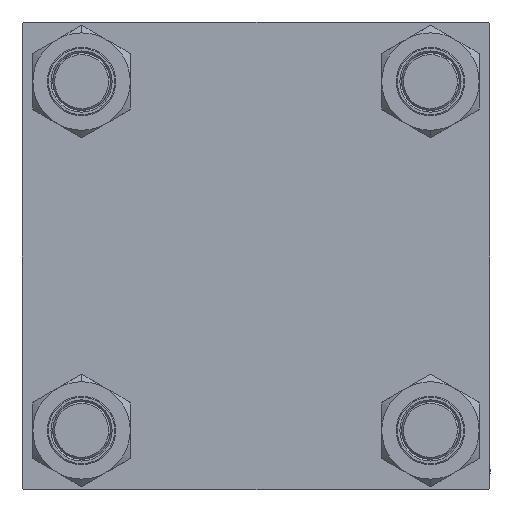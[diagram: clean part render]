
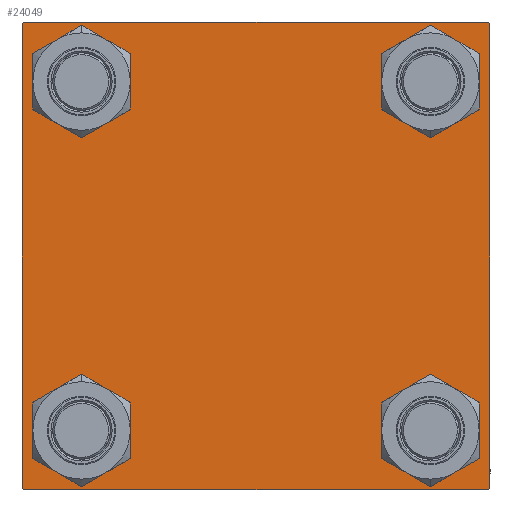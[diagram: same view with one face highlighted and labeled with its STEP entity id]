
A CAD part, left-side view. The second image highlights one B-rep face of the part: STEP entity #24049.
In plain terms, the highlighted planar face has unit normal (-1, 0, 0).
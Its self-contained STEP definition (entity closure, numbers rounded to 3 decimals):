
#649 = CARTESIAN_POINT ( 'NONE',  ( 0., 64.75, -64.75 ) ) ;
#689 = VERTEX_POINT ( 'NONE', #32648 ) ;
#960 = VERTEX_POINT ( 'NONE', #24736 ) ;
#1443 = DIRECTION ( 'NONE',  ( 1., 0., 0. ) ) ;
#1549 = LINE ( 'NONE', #5186, #41129 ) ;
#1820 = CARTESIAN_POINT ( 'NONE',  ( 0., -48.45, -56.95 ) ) ;
#2114 = DIRECTION ( 'NONE',  ( 0., 0.707, -0.707 ) ) ;
#2174 = EDGE_CURVE ( 'NONE', #11341, #26130, #25001, .T. ) ;
#2511 = DIRECTION ( 'NONE',  ( 1., 0., 0. ) ) ;
#3272 = CARTESIAN_POINT ( 'NONE',  ( 0., 48.45, 56.95 ) ) ;
#4765 = DIRECTION ( 'NONE',  ( 1., 0., 0. ) ) ;
#5046 = ORIENTED_EDGE ( 'NONE', *, *, #2174, .T. ) ;
#5186 = CARTESIAN_POINT ( 'NONE',  ( 0., -65., 65. ) ) ;
#5363 = CARTESIAN_POINT ( 'NONE',  ( 0., 48.45, 39.95 ) ) ;
#5459 = EDGE_LOOP ( 'NONE', ( #47326, #31407 ) ) ;
#5625 = ORIENTED_EDGE ( 'NONE', *, *, #19420, .F. ) ;
#5985 = CARTESIAN_POINT ( 'NONE',  ( 0., 64.75, 64.75 ) ) ;
#6123 = CARTESIAN_POINT ( 'NONE',  ( 0., -48.45, -48.45 ) ) ;
#6529 = VERTEX_POINT ( 'NONE', #1820 ) ;
#6769 = DIRECTION ( 'NONE',  ( -1., 0., 0. ) ) ;
#6940 = VERTEX_POINT ( 'NONE', #42179 ) ;
#7382 = ORIENTED_EDGE ( 'NONE', *, *, #19620, .T. ) ;
#7901 = EDGE_CURVE ( 'NONE', #47977, #960, #38384, .T. ) ;
#8286 = CARTESIAN_POINT ( 'NONE',  ( 0., 65., 65. ) ) ;
#9808 = EDGE_CURVE ( 'NONE', #42606, #39513, #14388, .T. ) ;
#9919 = CARTESIAN_POINT ( 'NONE',  ( 0., 65., 65. ) ) ;
#10202 = ORIENTED_EDGE ( 'NONE', *, *, #9808, .T. ) ;
#10216 = CARTESIAN_POINT ( 'NONE',  ( 0., -48.45, 48.45 ) ) ;
#10431 = DIRECTION ( 'NONE',  ( 0., -1., 0. ) ) ;
#10509 = DIRECTION ( 'NONE',  ( 1., 0., 0. ) ) ;
#10633 = CARTESIAN_POINT ( 'NONE',  ( 0., -48.45, -48.45 ) ) ;
#10648 = CIRCLE ( 'NONE', #39664, 8.5 ) ;
#11341 = VERTEX_POINT ( 'NONE', #23760 ) ;
#11507 = CARTESIAN_POINT ( 'NONE',  ( 0., -65., -64.5 ) ) ;
#11945 = VECTOR ( 'NONE', #15152, 1000. ) ;
#12120 = CIRCLE ( 'NONE', #41107, 8.5 ) ;
#12196 = AXIS2_PLACEMENT_3D ( 'NONE', #10216, #14877, #30692 ) ;
#12468 = DIRECTION ( 'NONE',  ( 0., 0., 1. ) ) ;
#13909 = EDGE_LOOP ( 'NONE', ( #7382, #23587 ) ) ;
#13977 = VERTEX_POINT ( 'NONE', #32730 ) ;
#14028 = FACE_OUTER_BOUND ( 'NONE', #37620, .T. ) ;
#14055 = AXIS2_PLACEMENT_3D ( 'NONE', #32182, #28780, #12468 ) ;
#14388 = LINE ( 'NONE', #23186, #11945 ) ;
#14415 = DIRECTION ( 'NONE',  ( 0., 0., 1. ) ) ;
#14625 = CARTESIAN_POINT ( 'NONE',  ( 0., -48.45, 56.95 ) ) ;
#14877 = DIRECTION ( 'NONE',  ( 1., 0., 0. ) ) ;
#15111 = EDGE_CURVE ( 'NONE', #689, #6529, #12120, .T. ) ;
#15152 = DIRECTION ( 'NONE',  ( 0., -0.707, 0.707 ) ) ;
#15413 = AXIS2_PLACEMENT_3D ( 'NONE', #25031, #1443, #29158 ) ;
#15444 = DIRECTION ( 'NONE',  ( 0., 0., 1. ) ) ;
#15742 = VECTOR ( 'NONE', #20724, 1000. ) ;
#15894 = LINE ( 'NONE', #51146, #47878 ) ;
#16364 = DIRECTION ( 'NONE',  ( 0., -1., 0. ) ) ;
#16602 = ORIENTED_EDGE ( 'NONE', *, *, #16784, .T. ) ;
#16716 = CARTESIAN_POINT ( 'NONE',  ( 0., 65., 64.5 ) ) ;
#16784 = EDGE_CURVE ( 'NONE', #20817, #29911, #46858, .T. ) ;
#16832 = LINE ( 'NONE', #8286, #15742 ) ;
#17914 = FACE_BOUND ( 'NONE', #5459, .T. ) ;
#19285 = LINE ( 'NONE', #649, #35777 ) ;
#19420 = EDGE_CURVE ( 'NONE', #21477, #39513, #1549, .T. ) ;
#19620 = EDGE_CURVE ( 'NONE', #42162, #23573, #47766, .T. ) ;
#19786 = CARTESIAN_POINT ( 'NONE',  ( 0., -64.5, -65. ) ) ;
#19788 = AXIS2_PLACEMENT_3D ( 'NONE', #29852, #6769, #22576 ) ;
#20637 = ORIENTED_EDGE ( 'NONE', *, *, #43992, .T. ) ;
#20672 = EDGE_CURVE ( 'NONE', #960, #47977, #23788, .T. ) ;
#20724 = DIRECTION ( 'NONE',  ( 0., 0., -1. ) ) ;
#20817 = VERTEX_POINT ( 'NONE', #24463 ) ;
#21477 = VERTEX_POINT ( 'NONE', #48120 ) ;
#22067 = FACE_BOUND ( 'NONE', #13909, .T. ) ;
#22329 = VECTOR ( 'NONE', #10431, 1000. ) ;
#22576 = DIRECTION ( 'NONE',  ( 0., 0., 1. ) ) ;
#22811 = EDGE_CURVE ( 'NONE', #21477, #13977, #15894, .T. ) ;
#23186 = CARTESIAN_POINT ( 'NONE',  ( 0., -64.75, -64.75 ) ) ;
#23573 = VERTEX_POINT ( 'NONE', #5363 ) ;
#23587 = ORIENTED_EDGE ( 'NONE', *, *, #39215, .T. ) ;
#23665 = DIRECTION ( 'NONE',  ( 0., 0.707, 0.707 ) ) ;
#23760 = CARTESIAN_POINT ( 'NONE',  ( 0., 64.5, 65. ) ) ;
#23788 = CIRCLE ( 'NONE', #12196, 8.5 ) ;
#24049 = ADVANCED_FACE ( 'NONE', ( #17914, #37640, #49551, #22067, #14028 ), #42293, .T. ) ;
#24463 = CARTESIAN_POINT ( 'NONE',  ( 0., 48.45, -56.95 ) ) ;
#24481 = DIRECTION ( 'NONE',  ( 0., -0.707, -0.707 ) ) ;
#24736 = CARTESIAN_POINT ( 'NONE',  ( 0., -48.45, 39.95 ) ) ;
#24904 = CARTESIAN_POINT ( 'NONE',  ( 0., 65., -65. ) ) ;
#25001 = LINE ( 'NONE', #5985, #36689 ) ;
#25031 = CARTESIAN_POINT ( 'NONE',  ( 0., 48.45, -48.45 ) ) ;
#25320 = EDGE_CURVE ( 'NONE', #11341, #13977, #29626, .T. ) ;
#25914 = DIRECTION ( 'NONE',  ( 1., 0., 0. ) ) ;
#26130 = VERTEX_POINT ( 'NONE', #16716 ) ;
#26188 = DIRECTION ( 'NONE',  ( 1., 0., 0. ) ) ;
#27719 = CARTESIAN_POINT ( 'NONE',  ( 0., 48.45, -39.95 ) ) ;
#28449 = ORIENTED_EDGE ( 'NONE', *, *, #41087, .T. ) ;
#28543 = CARTESIAN_POINT ( 'NONE',  ( 0., 65., -64.5 ) ) ;
#28780 = DIRECTION ( 'NONE',  ( 1., 0., 0. ) ) ;
#28848 = VERTEX_POINT ( 'NONE', #28543 ) ;
#29158 = DIRECTION ( 'NONE',  ( 0., 0., 1. ) ) ;
#29626 = LINE ( 'NONE', #9919, #22329 ) ;
#29852 = CARTESIAN_POINT ( 'NONE',  ( 0., 0., 0. ) ) ;
#29911 = VERTEX_POINT ( 'NONE', #27719 ) ;
#30692 = DIRECTION ( 'NONE',  ( 0., 0., 1. ) ) ;
#30988 = ORIENTED_EDGE ( 'NONE', *, *, #22811, .T. ) ;
#31407 = ORIENTED_EDGE ( 'NONE', *, *, #20672, .T. ) ;
#32182 = CARTESIAN_POINT ( 'NONE',  ( 0., 48.45, -48.45 ) ) ;
#32648 = CARTESIAN_POINT ( 'NONE',  ( 0., -48.45, -39.95 ) ) ;
#32730 = CARTESIAN_POINT ( 'NONE',  ( 0., -64.5, 65. ) ) ;
#33863 = DIRECTION ( 'NONE',  ( 0., 0., 1. ) ) ;
#34183 = ORIENTED_EDGE ( 'NONE', *, *, #48925, .T. ) ;
#34668 = EDGE_LOOP ( 'NONE', ( #20637, #16602 ) ) ;
#35099 = AXIS2_PLACEMENT_3D ( 'NONE', #40286, #4765, #15444 ) ;
#35682 = ORIENTED_EDGE ( 'NONE', *, *, #25320, .F. ) ;
#35777 = VECTOR ( 'NONE', #24481, 1000. ) ;
#36689 = VECTOR ( 'NONE', #2114, 1000. ) ;
#36709 = EDGE_LOOP ( 'NONE', ( #48371, #39446 ) ) ;
#37311 = CIRCLE ( 'NONE', #50547, 8.5 ) ;
#37620 = EDGE_LOOP ( 'NONE', ( #28449, #34183, #44696, #10202, #5625, #30988, #35682, #5046 ) ) ;
#37640 = FACE_BOUND ( 'NONE', #36709, .T. ) ;
#38384 = CIRCLE ( 'NONE', #35099, 8.5 ) ;
#39215 = EDGE_CURVE ( 'NONE', #23573, #42162, #10648, .T. ) ;
#39446 = ORIENTED_EDGE ( 'NONE', *, *, #46564, .T. ) ;
#39513 = VERTEX_POINT ( 'NONE', #11507 ) ;
#39664 = AXIS2_PLACEMENT_3D ( 'NONE', #45625, #25914, #41749 ) ;
#40286 = CARTESIAN_POINT ( 'NONE',  ( 0., -48.45, 48.45 ) ) ;
#41087 = EDGE_CURVE ( 'NONE', #26130, #28848, #16832, .T. ) ;
#41107 = AXIS2_PLACEMENT_3D ( 'NONE', #10633, #26188, #42285 ) ;
#41129 = VECTOR ( 'NONE', #48971, 1000. ) ;
#41652 = CARTESIAN_POINT ( 'NONE',  ( 0., 48.45, 48.45 ) ) ;
#41749 = DIRECTION ( 'NONE',  ( 0., 0., 1. ) ) ;
#42162 = VERTEX_POINT ( 'NONE', #3272 ) ;
#42179 = CARTESIAN_POINT ( 'NONE',  ( 0., 64.5, -65. ) ) ;
#42285 = DIRECTION ( 'NONE',  ( 0., 0., 1. ) ) ;
#42293 = PLANE ( 'NONE',  #19788 ) ;
#42606 = VERTEX_POINT ( 'NONE', #19786 ) ;
#43884 = VECTOR ( 'NONE', #16364, 1000. ) ;
#43985 = EDGE_CURVE ( 'NONE', #6940, #42606, #48491, .T. ) ;
#43992 = EDGE_CURVE ( 'NONE', #29911, #20817, #46686, .T. ) ;
#44486 = AXIS2_PLACEMENT_3D ( 'NONE', #41652, #2511, #14415 ) ;
#44696 = ORIENTED_EDGE ( 'NONE', *, *, #43985, .T. ) ;
#45625 = CARTESIAN_POINT ( 'NONE',  ( 0., 48.45, 48.45 ) ) ;
#46564 = EDGE_CURVE ( 'NONE', #6529, #689, #37311, .T. ) ;
#46686 = CIRCLE ( 'NONE', #14055, 8.5 ) ;
#46858 = CIRCLE ( 'NONE', #15413, 8.5 ) ;
#47326 = ORIENTED_EDGE ( 'NONE', *, *, #7901, .T. ) ;
#47766 = CIRCLE ( 'NONE', #44486, 8.5 ) ;
#47878 = VECTOR ( 'NONE', #23665, 1000. ) ;
#47977 = VERTEX_POINT ( 'NONE', #14625 ) ;
#48120 = CARTESIAN_POINT ( 'NONE',  ( 0., -65., 64.5 ) ) ;
#48371 = ORIENTED_EDGE ( 'NONE', *, *, #15111, .T. ) ;
#48491 = LINE ( 'NONE', #24904, #43884 ) ;
#48925 = EDGE_CURVE ( 'NONE', #28848, #6940, #19285, .T. ) ;
#48971 = DIRECTION ( 'NONE',  ( 0., 0., -1. ) ) ;
#49551 = FACE_BOUND ( 'NONE', #34668, .T. ) ;
#50547 = AXIS2_PLACEMENT_3D ( 'NONE', #6123, #10509, #33863 ) ;
#51146 = CARTESIAN_POINT ( 'NONE',  ( 0., -64.75, 64.75 ) ) ;
